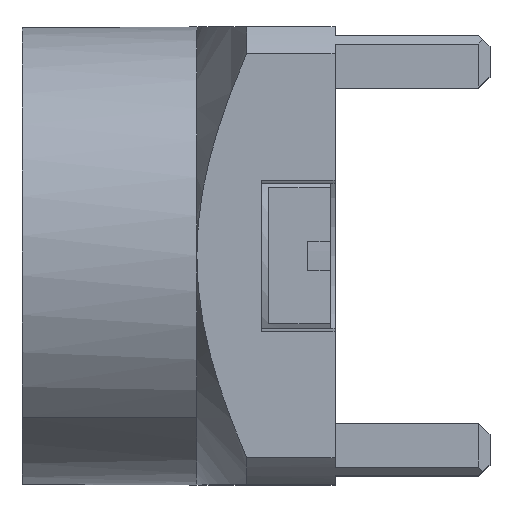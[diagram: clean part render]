
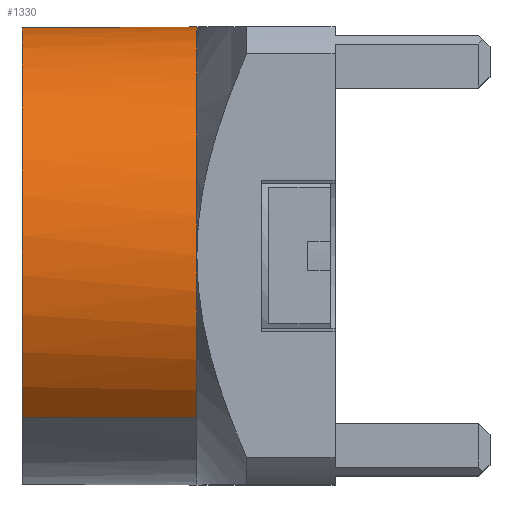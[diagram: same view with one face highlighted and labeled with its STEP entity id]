
A CAD part, top view. The second image highlights one B-rep face of the part: STEP entity #1330.
In plain terms, the highlighted cylindrical face has radius 3 mm (diameter 6 mm), a partial arc.
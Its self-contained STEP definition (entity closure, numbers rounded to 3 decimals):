
#6=CARTESIAN_POINT('',(0.,0.,0.));
#7=DIRECTION('',(-1.,0.,0.));
#8=DIRECTION('',(0.,-0.707,0.707));
#9=AXIS2_PLACEMENT_3D('',#6,#7,#8);
#21=DIRECTION('',(1.,0.,0.));
#22=VECTOR('',#21,2.29);
#23=CARTESIAN_POINT('',(0.,2.121,-2.121));
#24=LINE('',#23,#22);
#25=DIRECTION('',(1.,0.,0.));
#26=VECTOR('',#25,2.29);
#27=CARTESIAN_POINT('',(0.,-2.121,2.121));
#28=LINE('',#27,#26);
#34=CARTESIAN_POINT('',(2.29,0.,0.));
#35=DIRECTION('',(1.,0.,0.));
#36=DIRECTION('',(0.,0.707,-0.707));
#37=AXIS2_PLACEMENT_3D('',#34,#35,#36);
#367=CARTESIAN_POINT('',(2.29,0.,0.));
#368=DIRECTION('',(1.,0.,0.));
#369=DIRECTION('',(0.,0.,1.));
#370=AXIS2_PLACEMENT_3D('',#367,#368,#369);
#387=CARTESIAN_POINT('',(2.29,0.,3.));
#501=CARTESIAN_POINT('',(2.29,0.,0.));
#502=DIRECTION('',(1.,0.,0.));
#503=DIRECTION('',(0.,1.,0.));
#504=AXIS2_PLACEMENT_3D('',#501,#502,#503);
#521=CARTESIAN_POINT('',(2.29,3.,0.));
#1007=CARTESIAN_POINT('',(0.,2.121,-2.121));
#1008=CARTESIAN_POINT('',(0.,-2.121,2.121));
#1009=VERTEX_POINT('',#1007);
#1010=VERTEX_POINT('',#1008);
#1011=CARTESIAN_POINT('',(2.29,2.121,-2.121));
#1012=VERTEX_POINT('',#1011);
#1013=CARTESIAN_POINT('',(2.29,-2.121,2.121));
#1014=VERTEX_POINT('',#1013);
#1093=VERTEX_POINT('',#521);
#1094=VERTEX_POINT('',#387);
#1314=CARTESIAN_POINT('',(3.255,0.,0.));
#1315=DIRECTION('',(-1.,0.,0.));
#1316=DIRECTION('',(0.,0.707,-0.707));
#1317=AXIS2_PLACEMENT_3D('',#1314,#1315,#1316);
#1318=CYLINDRICAL_SURFACE('',#1317,3.);
#1319=ORIENTED_EDGE('',*,*,#1284,.T.);
#1320=ORIENTED_EDGE('',*,*,#1309,.T.);
#1322=ORIENTED_EDGE('',*,*,#1321,.T.);
#1324=ORIENTED_EDGE('',*,*,#1323,.T.);
#1326=ORIENTED_EDGE('',*,*,#1325,.T.);
#1327=ORIENTED_EDGE('',*,*,#1301,.F.);
#1328=EDGE_LOOP('',(#1319,#1320,#1322,#1324,#1326,#1327));
#1329=FACE_OUTER_BOUND('',#1328,.F.);
#1330=ADVANCED_FACE('',(#1329),#1318,.T.);
#10=CIRCLE('',#9,3.);
#38=CIRCLE('',#37,3.);
#371=CIRCLE('',#370,3.);
#505=CIRCLE('',#504,3.);
#1284=EDGE_CURVE('',#1010,#1009,#10,.T.);
#1301=EDGE_CURVE('',#1010,#1014,#28,.T.);
#1309=EDGE_CURVE('',#1009,#1012,#24,.T.);
#1321=EDGE_CURVE('',#1012,#1093,#38,.T.);
#1323=EDGE_CURVE('',#1093,#1094,#505,.T.);
#1325=EDGE_CURVE('',#1094,#1014,#371,.T.);
